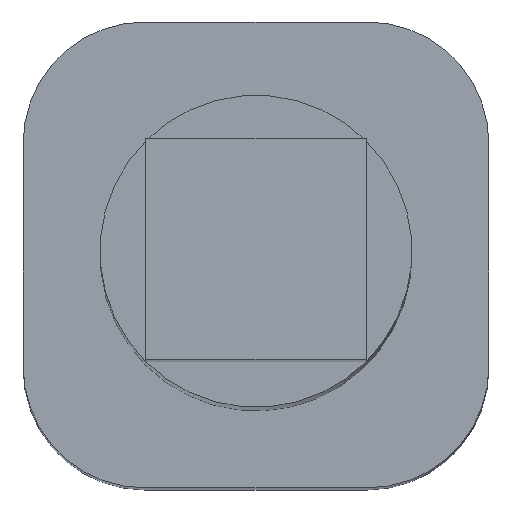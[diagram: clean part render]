
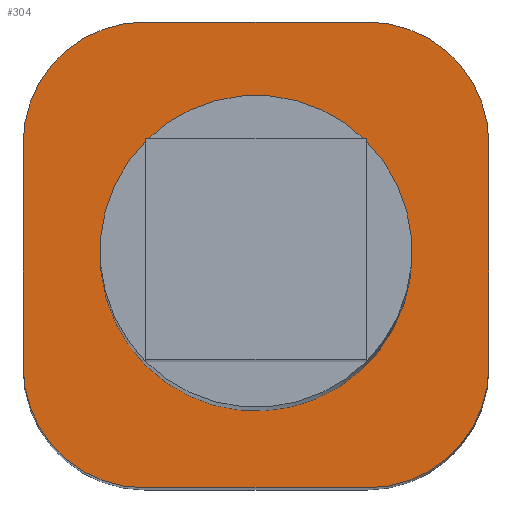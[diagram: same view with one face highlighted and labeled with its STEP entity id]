
A CAD part, top view. The second image highlights one B-rep face of the part: STEP entity #304.
In plain terms, the highlighted planar face has unit normal (0, 0, 1).
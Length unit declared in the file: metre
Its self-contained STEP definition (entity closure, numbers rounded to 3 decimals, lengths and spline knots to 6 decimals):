
#22=LINE('',#475,#50);
#27=LINE('',#489,#55);
#31=LINE('',#501,#59);
#35=LINE('',#513,#63);
#50=VECTOR('',#380,1.);
#55=VECTOR('',#393,1.);
#59=VECTOR('',#405,1.);
#63=VECTOR('',#417,1.);
#111=ORIENTED_EDGE('',*,*,#185,.F.);
#112=ORIENTED_EDGE('',*,*,#163,.T.);
#113=ORIENTED_EDGE('',*,*,#167,.T.);
#114=ORIENTED_EDGE('',*,*,#170,.F.);
#115=ORIENTED_EDGE('',*,*,#173,.T.);
#116=ORIENTED_EDGE('',*,*,#176,.F.);
#117=ORIENTED_EDGE('',*,*,#179,.T.);
#118=ORIENTED_EDGE('',*,*,#182,.T.);
#119=ORIENTED_EDGE('',*,*,#184,.T.);
#163=EDGE_CURVE('',#203,#202,#22,.T.);
#167=EDGE_CURVE('',#202,#205,#225,.T.);
#170=EDGE_CURVE('',#207,#205,#27,.T.);
#173=EDGE_CURVE('',#207,#209,#227,.T.);
#176=EDGE_CURVE('',#211,#209,#31,.T.);
#179=EDGE_CURVE('',#211,#213,#229,.T.);
#182=EDGE_CURVE('',#213,#215,#35,.T.);
#184=EDGE_CURVE('',#215,#203,#231,.T.);
#185=EDGE_CURVE('',#216,#216,#232,.T.);
#202=VERTEX_POINT('',#474);
#203=VERTEX_POINT('',#476);
#205=VERTEX_POINT('',#482);
#207=VERTEX_POINT('',#488);
#209=VERTEX_POINT('',#494);
#211=VERTEX_POINT('',#500);
#213=VERTEX_POINT('',#506);
#215=VERTEX_POINT('',#512);
#216=VERTEX_POINT('',#519);
#225=CIRCLE('',#335,0.003);
#227=CIRCLE('',#339,0.003);
#229=CIRCLE('',#343,0.003);
#231=CIRCLE('',#347,0.003);
#232=CIRCLE('',#349,0.00385);
#245=EDGE_LOOP('',(#111));
#246=EDGE_LOOP('',(#112,#113,#114,#115,#116,#117,#118,#119));
#267=FACE_BOUND('',#245,.T.);
#268=FACE_BOUND('',#246,.T.);
#285=PLANE('',#348);
#304=ADVANCED_FACE('',(#267,#268),#285,.T.);
#335=AXIS2_PLACEMENT_3D('',#483,#387,#388);
#339=AXIS2_PLACEMENT_3D('',#495,#399,#400);
#343=AXIS2_PLACEMENT_3D('',#507,#411,#412);
#347=AXIS2_PLACEMENT_3D('',#516,#422,#423);
#348=AXIS2_PLACEMENT_3D('',#517,#424,#425);
#349=AXIS2_PLACEMENT_3D('',#518,#426,#427);
#380=DIRECTION('',(-1.,0.,0.));
#387=DIRECTION('',(0.,0.,1.));
#388=DIRECTION('',(1.,0.,0.));
#393=DIRECTION('',(0.,1.,0.));
#399=DIRECTION('',(0.,0.,1.));
#400=DIRECTION('',(1.,0.,0.));
#405=DIRECTION('',(-1.,0.,0.));
#411=DIRECTION('',(0.,0.,1.));
#412=DIRECTION('',(1.,0.,0.));
#417=DIRECTION('',(0.,1.,0.));
#422=DIRECTION('',(0.,0.,1.));
#423=DIRECTION('',(1.,0.,0.));
#424=DIRECTION('',(0.,0.,1.));
#425=DIRECTION('',(1.,0.,0.));
#426=DIRECTION('',(0.,0.,1.));
#427=DIRECTION('',(1.,0.,0.));
#474=CARTESIAN_POINT('',(-0.00275,0.00575,0.03));
#475=CARTESIAN_POINT('',(0.,0.00575,0.03));
#476=CARTESIAN_POINT('',(0.00275,0.00575,0.03));
#482=CARTESIAN_POINT('',(-0.00575,0.00275,0.03));
#483=CARTESIAN_POINT('',(-0.00275,0.00275,0.03));
#488=CARTESIAN_POINT('',(-0.00575,-0.00275,0.03));
#489=CARTESIAN_POINT('',(-0.00575,0.,0.03));
#494=CARTESIAN_POINT('',(-0.00275,-0.00575,0.03));
#495=CARTESIAN_POINT('',(-0.00275,-0.00275,0.03));
#500=CARTESIAN_POINT('',(0.00275,-0.00575,0.03));
#501=CARTESIAN_POINT('',(0.,-0.00575,0.03));
#506=CARTESIAN_POINT('',(0.00575,-0.00275,0.03));
#507=CARTESIAN_POINT('',(0.00275,-0.00275,0.03));
#512=CARTESIAN_POINT('',(0.00575,0.00275,0.03));
#513=CARTESIAN_POINT('',(0.00575,0.,0.03));
#516=CARTESIAN_POINT('',(0.00275,0.00275,0.03));
#517=CARTESIAN_POINT('',(0.,0.,0.03));
#518=CARTESIAN_POINT('',(0.,0.,0.03));
#519=CARTESIAN_POINT('',(0.00385,0.,0.03));
